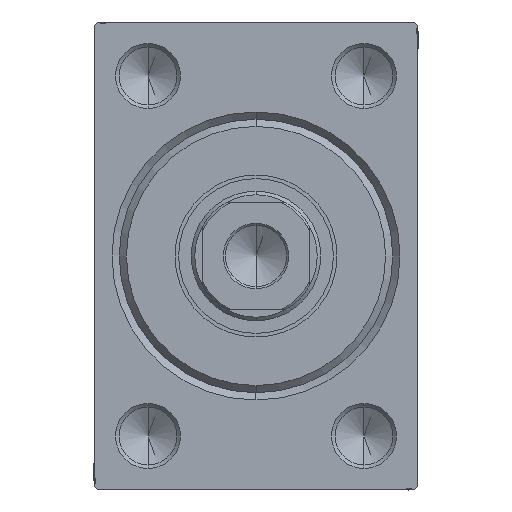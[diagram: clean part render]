
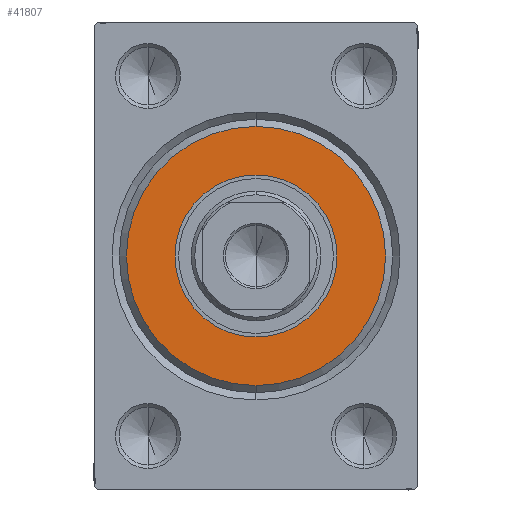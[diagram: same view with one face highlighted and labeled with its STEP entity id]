
A CAD part, left-side view. The second image highlights one B-rep face of the part: STEP entity #41807.
In plain terms, the highlighted face is planar.
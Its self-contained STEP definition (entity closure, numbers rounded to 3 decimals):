
#288 = DIRECTION ( 'NONE',  ( 1., 0., 0. ) ) ;
#977 = VERTEX_POINT ( 'NONE', #24255 ) ;
#2916 = ORIENTED_EDGE ( 'NONE', *, *, #25330, .T. ) ;
#3601 = FACE_BOUND ( 'NONE', #25667, .T. ) ;
#4287 = AXIS2_PLACEMENT_3D ( 'NONE', #40197, #16442, #34092 ) ;
#7273 = EDGE_CURVE ( 'NONE', #977, #31686, #20833, .T. ) ;
#7882 = DIRECTION ( 'NONE',  ( 0., 0., -1. ) ) ;
#8141 = AXIS2_PLACEMENT_3D ( 'NONE', #31439, #24423, #7882 ) ;
#8175 = AXIS2_PLACEMENT_3D ( 'NONE', #44731, #17559, #23908 ) ;
#14087 = DIRECTION ( 'NONE',  ( 0., 0., -1. ) ) ;
#14749 = ORIENTED_EDGE ( 'NONE', *, *, #25061, .F. ) ;
#16442 = DIRECTION ( 'NONE',  ( 1., 0., 0. ) ) ;
#17559 = DIRECTION ( 'NONE',  ( 1., 0., 0. ) ) ;
#19468 = CIRCLE ( 'NONE', #4287, 18. ) ;
#20037 = ORIENTED_EDGE ( 'NONE', *, *, #7273, .F. ) ;
#20833 = CIRCLE ( 'NONE', #31683, 11.25 ) ;
#21198 = CIRCLE ( 'NONE', #8175, 18. ) ;
#23285 = CARTESIAN_POINT ( 'NONE',  ( 3., 0., 0. ) ) ;
#23908 = DIRECTION ( 'NONE',  ( 0., 0., -1. ) ) ;
#23946 = DIRECTION ( 'NONE',  ( 1., 0., 0. ) ) ;
#24255 = CARTESIAN_POINT ( 'NONE',  ( 3., 0., 11.25 ) ) ;
#24423 = DIRECTION ( 'NONE',  ( 1., 0., 0. ) ) ;
#25061 = EDGE_CURVE ( 'NONE', #31686, #977, #34651, .T. ) ;
#25330 = EDGE_CURVE ( 'NONE', #27443, #32410, #19468, .T. ) ;
#25667 = EDGE_LOOP ( 'NONE', ( #14749, #20037 ) ) ;
#27443 = VERTEX_POINT ( 'NONE', #41872 ) ;
#28280 = CARTESIAN_POINT ( 'NONE',  ( 3., 0., 18. ) ) ;
#31439 = CARTESIAN_POINT ( 'NONE',  ( 3., 0., 0. ) ) ;
#31683 = AXIS2_PLACEMENT_3D ( 'NONE', #35374, #288, #14087 ) ;
#31686 = VERTEX_POINT ( 'NONE', #38425 ) ;
#32410 = VERTEX_POINT ( 'NONE', #28280 ) ;
#33928 = DIRECTION ( 'NONE',  ( 0., 0., -1. ) ) ;
#34092 = DIRECTION ( 'NONE',  ( 0., 0., -1. ) ) ;
#34651 = CIRCLE ( 'NONE', #44039, 11.25 ) ;
#35374 = CARTESIAN_POINT ( 'NONE',  ( 3., 0., 0. ) ) ;
#38425 = CARTESIAN_POINT ( 'NONE',  ( 3., 0., -11.25 ) ) ;
#38655 = FACE_OUTER_BOUND ( 'NONE', #38811, .T. ) ;
#38811 = EDGE_LOOP ( 'NONE', ( #40378, #2916 ) ) ;
#39601 = EDGE_CURVE ( 'NONE', #32410, #27443, #21198, .T. ) ;
#40197 = CARTESIAN_POINT ( 'NONE',  ( 3., 0., 0. ) ) ;
#40378 = ORIENTED_EDGE ( 'NONE', *, *, #39601, .T. ) ;
#41622 = PLANE ( 'NONE',  #8141 ) ;
#41807 = ADVANCED_FACE ( 'NONE', ( #38655, #3601 ), #41622, .T. ) ;
#41872 = CARTESIAN_POINT ( 'NONE',  ( 3., 0., -18. ) ) ;
#44039 = AXIS2_PLACEMENT_3D ( 'NONE', #23285, #23946, #33928 ) ;
#44731 = CARTESIAN_POINT ( 'NONE',  ( 3., 0., 0. ) ) ;
